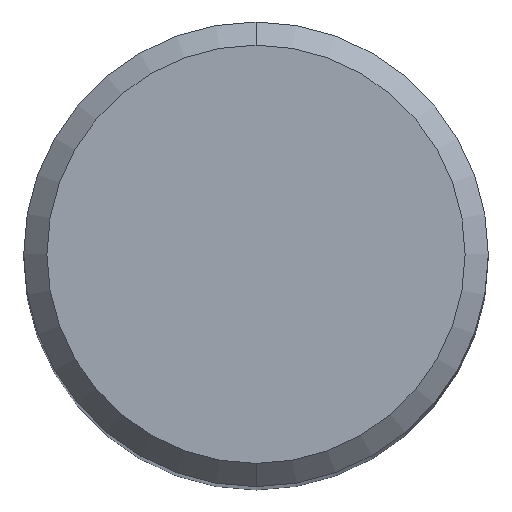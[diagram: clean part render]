
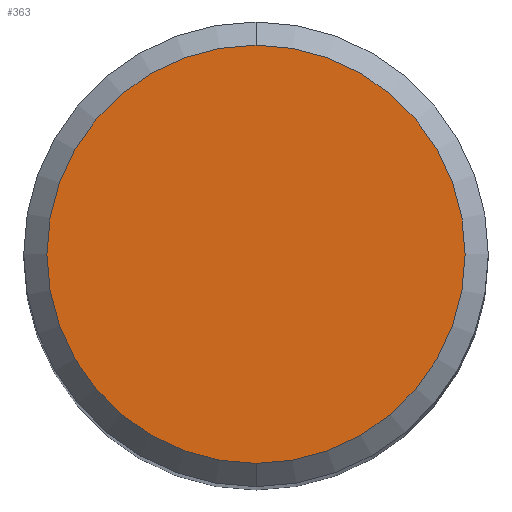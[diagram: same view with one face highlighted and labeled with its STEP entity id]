
A CAD part, top view. The second image highlights one B-rep face of the part: STEP entity #363.
In plain terms, the highlighted planar face has unit normal (0, 0, 1).
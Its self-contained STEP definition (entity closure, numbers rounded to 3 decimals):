
#227=EDGE_CURVE('',#331,#333,#525,.T.);
#331=VERTEX_POINT('',#638);
#333=VERTEX_POINT('',#640);
#347=EDGE_CURVE('',#333,#331,#655,.T.);
#363=ADVANCED_FACE('',(#674),#675,.T.);
#525=CIRCLE('',#879,4.5);
#638=CARTESIAN_POINT('',(0.,-4.5,40.654));
#640=CARTESIAN_POINT('',(0.0,4.5,40.654));
#655=CIRCLE('',#1209,4.5);
#674=FACE_OUTER_BOUND('',#1247,.T.);
#675=PLANE('',#1248);
#879=AXIS2_PLACEMENT_3D('',#1494,#1495,#1496);
#1209=AXIS2_PLACEMENT_3D('',#1628,#1629,#1630);
#1247=EDGE_LOOP('',(#1660,#1661));
#1248=AXIS2_PLACEMENT_3D('',#1662,#1663,#1664);
#1494=CARTESIAN_POINT('',(0.0,0.0,40.654));
#1495=DIRECTION('',(0.0,0.0,-1.0));
#1496=DIRECTION('',(0.0,1.0,0.0));
#1628=CARTESIAN_POINT('',(0.0,0.0,40.654));
#1629=DIRECTION('',(0.0,0.0,-1.0));
#1630=DIRECTION('',(0.0,1.0,0.0));
#1660=ORIENTED_EDGE('',*,*,#347,.F.);
#1661=ORIENTED_EDGE('',*,*,#227,.F.);
#1662=CARTESIAN_POINT('',(0.0,2.25,40.654));
#1663=DIRECTION('',(-0.0,0.0,1.0));
#1664=DIRECTION('',(0.0,-1.0,0.0));
